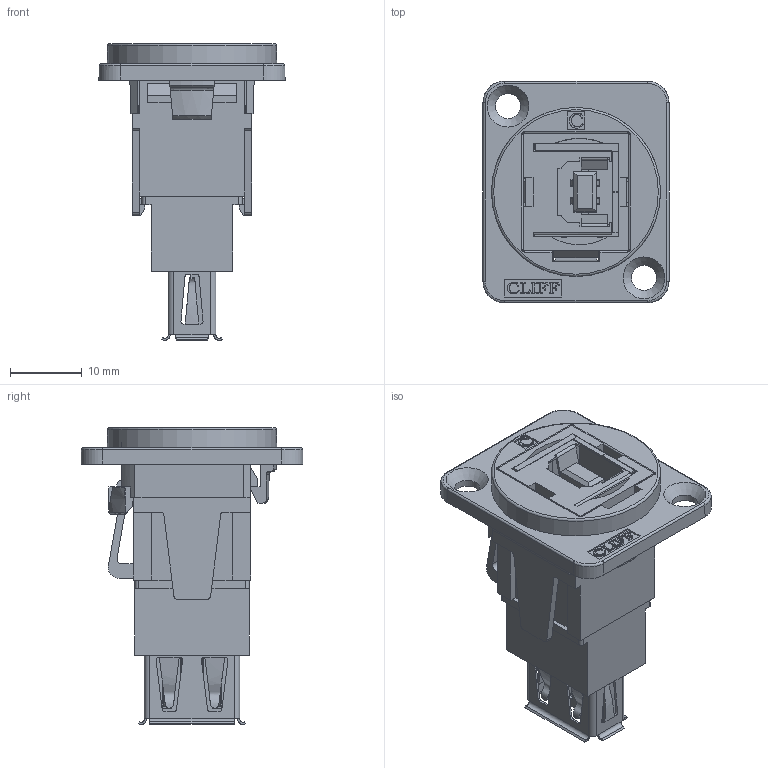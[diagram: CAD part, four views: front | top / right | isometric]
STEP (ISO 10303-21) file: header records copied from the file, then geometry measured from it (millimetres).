
FILE_DESCRIPTION(/* description */ (''),/* implementation_level */ '2;1');
FILE_NAME(/* name */ 'CP30207N USB2 B-A.stp',/* time_stamp */ '2017-02-27T12:06:46+00:00',/* author */ ('tottley'),/* organization */ (''),/* preprocessor_version */ 'ST-DEVELOPER v16.1',/* originating_system */ 'Autodesk Inventor 2016',/* authorisation */ '');
FILE_SCHEMA (('AUTOMOTIVE_DESIGN { 1 0 10303 214 3 1 1 }'));
Products named in the file (1): Part9
Bounding box: 26 x 31 x 41.48 mm (x, y, z)
Volume: 7651.3 mm3; surface area: 10545.6 mm2
Topology: 1 solids, 5 shells, 1342 faces, 4005 edges, 2555 vertices
Faces by surface type: plane 1002, cylinder 193, bspline 127, cone 12, torus 8
Full cylindrical faces by diameter (mm): 3.5 x2
Entity records: 53327 total; most frequent: CARTESIAN_POINT 16538, ORIENTED_EDGE 7998, DIRECTION 6614, EDGE_CURVE 3999, LINE 3340, VECTOR 3340, VERTEX_POINT 2555, AXIS2_PLACEMENT_3D 1637
